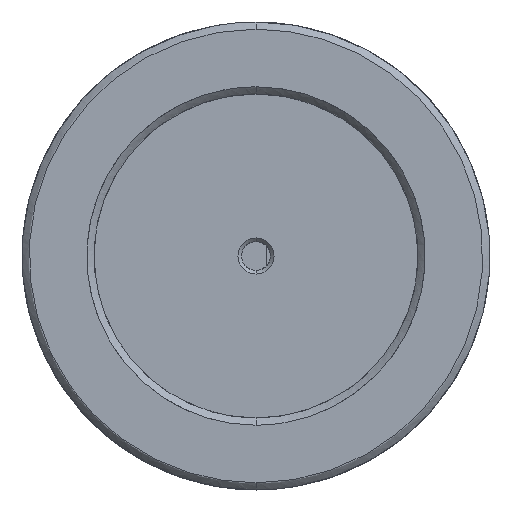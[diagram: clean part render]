
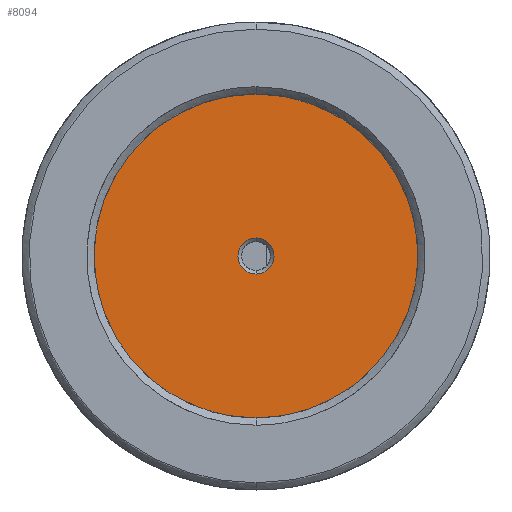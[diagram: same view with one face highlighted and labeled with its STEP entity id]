
A CAD part, front view. The second image highlights one B-rep face of the part: STEP entity #8094.
In plain terms, the highlighted face is planar.
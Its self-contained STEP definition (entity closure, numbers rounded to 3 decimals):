
#140 = VERTEX_POINT ( 'NONE', #2114 ) ;
#258 = CARTESIAN_POINT ( 'NONE',  ( 0., 16., 0. ) ) ;
#400 = AXIS2_PLACEMENT_3D ( 'NONE', #6121, #4231, #7465 ) ;
#524 = CARTESIAN_POINT ( 'NONE',  ( 0., 16., 0. ) ) ;
#812 = EDGE_CURVE ( 'NONE', #6614, #989, #4338, .T. ) ;
#989 = VERTEX_POINT ( 'NONE', #2040 ) ;
#1014 = AXIS2_PLACEMENT_3D ( 'NONE', #524, #7454, #1202 ) ;
#1202 = DIRECTION ( 'NONE',  ( 0., 0., 1. ) ) ;
#1468 = EDGE_LOOP ( 'NONE', ( #4576, #6356 ) ) ;
#1862 = FACE_BOUND ( 'NONE', #6303, .T. ) ;
#2040 = CARTESIAN_POINT ( 'NONE',  ( 0., 16., -2.51 ) ) ;
#2114 = CARTESIAN_POINT ( 'NONE',  ( 0., 16., -22.5 ) ) ;
#2254 = EDGE_CURVE ( 'NONE', #140, #8145, #2404, .T. ) ;
#2404 = CIRCLE ( 'NONE', #7759, 22.5 ) ;
#2973 = ORIENTED_EDGE ( 'NONE', *, *, #5683, .F. ) ;
#3437 = ORIENTED_EDGE ( 'NONE', *, *, #812, .F. ) ;
#3801 = CIRCLE ( 'NONE', #7688, 22.5 ) ;
#4076 = CARTESIAN_POINT ( 'NONE',  ( 0., 16., 2.51 ) ) ;
#4231 = DIRECTION ( 'NONE',  ( 0., 1., 0. ) ) ;
#4326 = CARTESIAN_POINT ( 'NONE',  ( 0., 16., 0. ) ) ;
#4338 = CIRCLE ( 'NONE', #1014, 2.51 ) ;
#4406 = FACE_OUTER_BOUND ( 'NONE', #1468, .T. ) ;
#4576 = ORIENTED_EDGE ( 'NONE', *, *, #6600, .T. ) ;
#4695 = DIRECTION ( 'NONE',  ( 0., 0., 1. ) ) ;
#5186 = DIRECTION ( 'NONE',  ( 0., 1., 0. ) ) ;
#5400 = DIRECTION ( 'NONE',  ( 0., 1., 0. ) ) ;
#5628 = PLANE ( 'NONE',  #6459 ) ;
#5683 = EDGE_CURVE ( 'NONE', #989, #6614, #7629, .T. ) ;
#5746 = CARTESIAN_POINT ( 'NONE',  ( 0., 16., 22.5 ) ) ;
#6121 = CARTESIAN_POINT ( 'NONE',  ( 0., 16., 0. ) ) ;
#6212 = DIRECTION ( 'NONE',  ( 0., 0., 1. ) ) ;
#6303 = EDGE_LOOP ( 'NONE', ( #2973, #3437 ) ) ;
#6356 = ORIENTED_EDGE ( 'NONE', *, *, #2254, .T. ) ;
#6459 = AXIS2_PLACEMENT_3D ( 'NONE', #4326, #7561, #6212 ) ;
#6600 = EDGE_CURVE ( 'NONE', #8145, #140, #3801, .T. ) ;
#6614 = VERTEX_POINT ( 'NONE', #4076 ) ;
#6656 = CARTESIAN_POINT ( 'NONE',  ( 0., 16., 0. ) ) ;
#7454 = DIRECTION ( 'NONE',  ( 0., 1., 0. ) ) ;
#7465 = DIRECTION ( 'NONE',  ( 0., 0., 1. ) ) ;
#7561 = DIRECTION ( 'NONE',  ( 0., 1., 0. ) ) ;
#7629 = CIRCLE ( 'NONE', #400, 2.51 ) ;
#7688 = AXIS2_PLACEMENT_3D ( 'NONE', #258, #5186, #4695 ) ;
#7759 = AXIS2_PLACEMENT_3D ( 'NONE', #6656, #5400, #7966 ) ;
#7966 = DIRECTION ( 'NONE',  ( 0., 0., 1. ) ) ;
#8094 = ADVANCED_FACE ( 'NONE', ( #1862, #4406 ), #5628, .T. ) ;
#8145 = VERTEX_POINT ( 'NONE', #5746 ) ;
